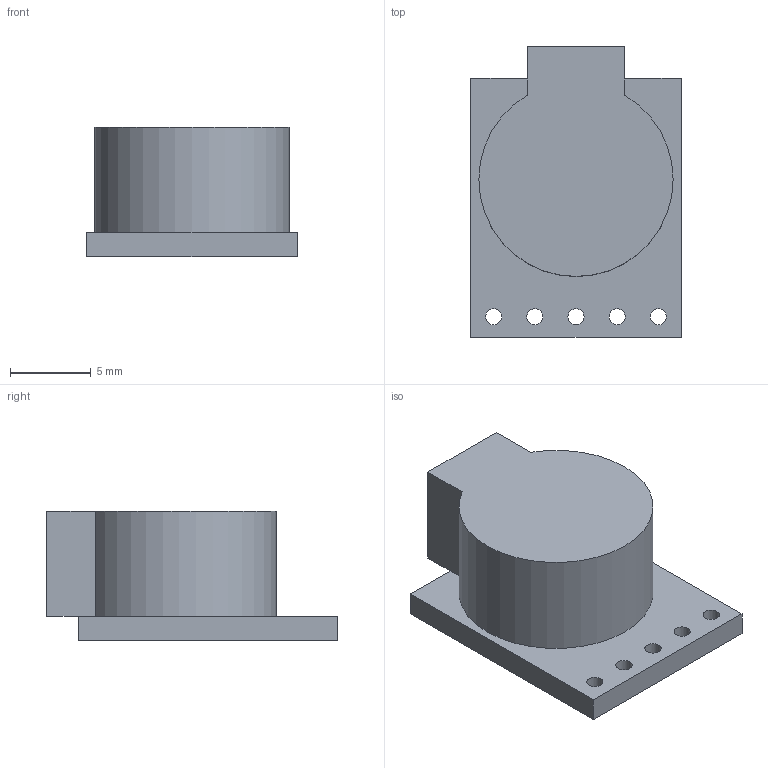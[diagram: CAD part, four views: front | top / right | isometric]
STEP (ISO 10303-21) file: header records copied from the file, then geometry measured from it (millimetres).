
FILE_DESCRIPTION(/* description */ (''),/* implementation_level */ '2;1');
FILE_NAME(/* name */ 'Matek Lost Model Beeper v8.step',/* time_stamp */ '2025-04-26T14:44:00-04:00',/* author */ (''),/* organization */ (''),/* preprocessor_version */ 'ST-DEVELOPER v20.1',/* originating_system */ 'Autodesk Translation Framework v14.4.0.0',/* authorisation */ '');
FILE_SCHEMA (('AUTOMOTIVE_DESIGN { 1 0 10303 214 3 1 1 }'));
Length unit declared in the file: millimetre
Products named in the file (1): Matek Lost Model Beeper
Bounding box: 13 x 17.95 x 8 mm (x, y, z)
Volume: 1137 mm3; surface area: 824.3 mm2
Topology: 1 solids, 1 shells, 17 faces, 43 edges, 28 vertices
Faces by surface type: plane 11, cylinder 6
Full cylindrical faces by diameter (mm): 1 x5
Entity records: 592 total; most frequent: DIRECTION 91, CARTESIAN_POINT 89, ORIENTED_EDGE 86, EDGE_CURVE 43, LINE 31, VECTOR 31, AXIS2_PLACEMENT_3D 30, VERTEX_POINT 28
